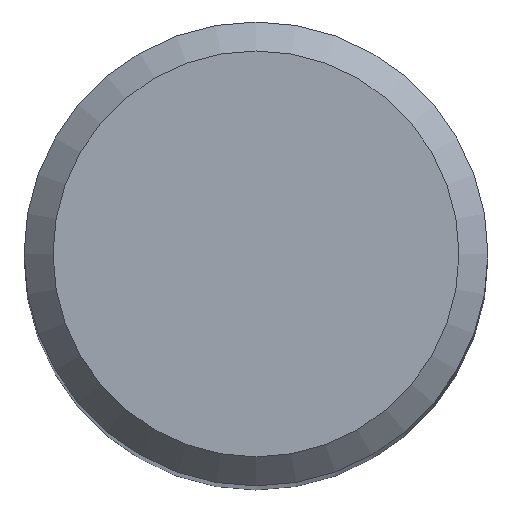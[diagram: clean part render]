
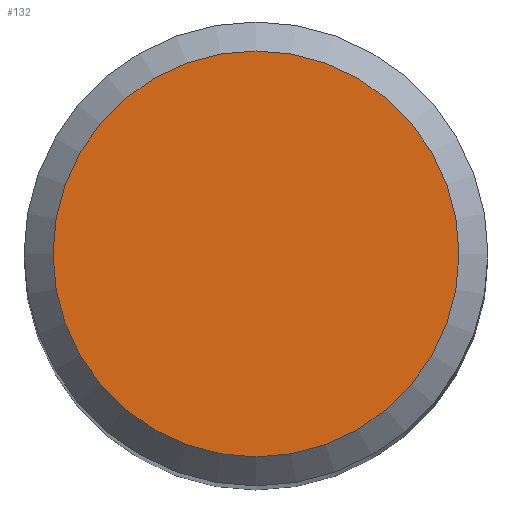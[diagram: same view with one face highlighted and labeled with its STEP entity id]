
A CAD part, top view. The second image highlights one B-rep face of the part: STEP entity #132.
In plain terms, the highlighted planar face has unit normal (0, 0, 1).
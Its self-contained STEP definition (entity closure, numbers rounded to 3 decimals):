
#94=FACE_OUTER_BOUND('',#184,.T.);
#124=PLANE('',#284);
#132=ADVANCED_FACE('',(#94),#124,.T.);
#184=EDGE_LOOP('',(#212));
#212=ORIENTED_EDGE('',*,*,#248,.T.);
#234=VERTEX_POINT('',#380);
#248=EDGE_CURVE('',#234,#234,#262,.T.);
#262=CIRCLE('',#283,3.5);
#283=AXIS2_PLACEMENT_3D('',#379,#326,#327);
#284=AXIS2_PLACEMENT_3D('',#381,#328,#329);
#326=DIRECTION('',(0.,0.,1.));
#327=DIRECTION('',(1.,0.,0.));
#328=DIRECTION('',(0.,0.,1.));
#329=DIRECTION('',(1.,0.,0.));
#379=CARTESIAN_POINT('',(0.,0.,0.));
#380=CARTESIAN_POINT('',(3.5,0.,0.));
#381=CARTESIAN_POINT('',(0.,0.,0.));
